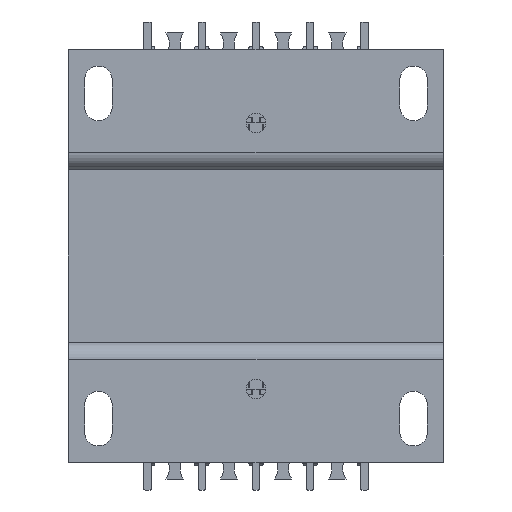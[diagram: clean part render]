
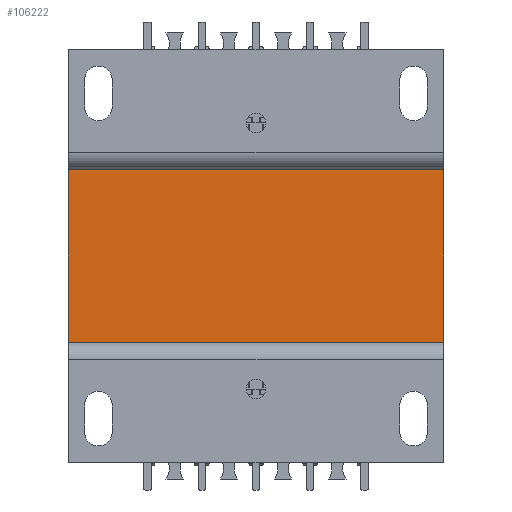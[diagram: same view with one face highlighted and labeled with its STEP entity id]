
A CAD part, front view. The second image highlights one B-rep face of the part: STEP entity #106222.
In plain terms, the highlighted planar face has unit normal (0, -1, 0).
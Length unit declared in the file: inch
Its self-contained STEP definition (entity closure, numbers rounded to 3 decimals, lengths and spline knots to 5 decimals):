
#617 = CARTESIAN_POINT ( 'NONE',  ( -1.5, -1.25, 0.68898 ) ) ;
#1120 = VERTEX_POINT ( 'NONE', #98093 ) ;
#1334 = VECTOR ( 'NONE', #13995, 39.37008 ) ;
#1496 = VECTOR ( 'NONE', #65723, 39.37008 ) ;
#10516 = CARTESIAN_POINT ( 'NONE',  ( -1.5, -1.25, -0.68898 ) ) ;
#13995 = DIRECTION ( 'NONE',  ( 1., 0., 0. ) ) ;
#18139 = CARTESIAN_POINT ( 'NONE',  ( 1.5, -1.25, -0.68898 ) ) ;
#21953 = FACE_OUTER_BOUND ( 'NONE', #24485, .T. ) ;
#24485 = EDGE_LOOP ( 'NONE', ( #103791, #92108, #83888, #101992 ) ) ;
#30412 = EDGE_CURVE ( 'NONE', #1120, #121933, #53811, .T. ) ;
#36847 = DIRECTION ( 'NONE',  ( 0., 0., 1. ) ) ;
#48074 = DIRECTION ( 'NONE',  ( 0., 1., 0. ) ) ;
#53170 = LINE ( 'NONE', #617, #79262 ) ;
#53811 = LINE ( 'NONE', #125633, #1496 ) ;
#57924 = CARTESIAN_POINT ( 'NONE',  ( -1.5, -1.25, 0.68898 ) ) ;
#60511 = PLANE ( 'NONE',  #77044 ) ;
#61625 = VECTOR ( 'NONE', #36847, 39.37008 ) ;
#62927 = VERTEX_POINT ( 'NONE', #10516 ) ;
#64701 = LINE ( 'NONE', #75063, #61625 ) ;
#65723 = DIRECTION ( 'NONE',  ( 1., 0., 0. ) ) ;
#69962 = DIRECTION ( 'NONE',  ( 0., 0., 1. ) ) ;
#70831 = EDGE_CURVE ( 'NONE', #1120, #62927, #53170, .T. ) ;
#72079 = LINE ( 'NONE', #111400, #1334 ) ;
#75063 = CARTESIAN_POINT ( 'NONE',  ( 1.5, -1.25, 0.68898 ) ) ;
#77044 = AXIS2_PLACEMENT_3D ( 'NONE', #57924, #48074, #69962 ) ;
#79262 = VECTOR ( 'NONE', #108334, 39.37008 ) ;
#83888 = ORIENTED_EDGE ( 'NONE', *, *, #70831, .T. ) ;
#92108 = ORIENTED_EDGE ( 'NONE', *, *, #30412, .F. ) ;
#98093 = CARTESIAN_POINT ( 'NONE',  ( -1.5, -1.25, 0.68898 ) ) ;
#99223 = CARTESIAN_POINT ( 'NONE',  ( 1.5, -1.25, 0.68898 ) ) ;
#101992 = ORIENTED_EDGE ( 'NONE', *, *, #114859, .T. ) ;
#103791 = ORIENTED_EDGE ( 'NONE', *, *, #125957, .T. ) ;
#106222 = ADVANCED_FACE ( 'NONE', ( #21953 ), #60511, .F. ) ;
#108334 = DIRECTION ( 'NONE',  ( 0., 0., -1. ) ) ;
#111400 = CARTESIAN_POINT ( 'NONE',  ( -1.5, -1.25, -0.68898 ) ) ;
#114859 = EDGE_CURVE ( 'NONE', #62927, #116678, #72079, .T. ) ;
#116678 = VERTEX_POINT ( 'NONE', #18139 ) ;
#121933 = VERTEX_POINT ( 'NONE', #99223 ) ;
#125633 = CARTESIAN_POINT ( 'NONE',  ( -1.5, -1.25, 0.68898 ) ) ;
#125957 = EDGE_CURVE ( 'NONE', #116678, #121933, #64701, .T. ) ;
